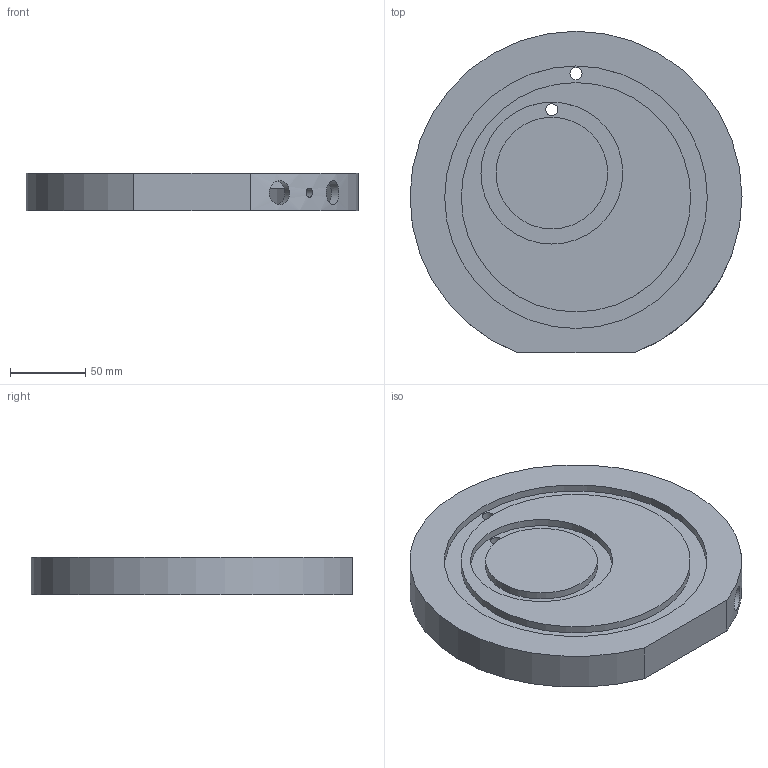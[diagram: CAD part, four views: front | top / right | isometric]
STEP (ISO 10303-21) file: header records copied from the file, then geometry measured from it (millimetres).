
FILE_DESCRIPTION(('Open CASCADE Model'),'2;1');
FILE_NAME('Open CASCADE Shape Model','2020-05-04T17:42:08',('Author'),( 'Open CASCADE'),'Open CASCADE STEP processor 7.3','Open CASCADE 7.3' ,'Unknown');
FILE_SCHEMA(('AUTOMOTIVE_DESIGN { 1 0 10303 214 1 1 1 1 }'));
Length unit declared in the file: millimetre
Products named in the file (1): Open CASCADE STEP translator 7.3 1
Bounding box: 220 x 213 x 25 mm (x, y, z)
Volume: 488605.9 mm3; surface area: 111286.6 mm2
Topology: 1 solids, 1 shells, 30 faces, 69 edges, 44 vertices
Faces by surface type: cylinder 16, plane 14
Full cylindrical faces by diameter (mm): 6 x1, 8 x2, 16 x2, 74 x1, 94 x1, 152 x1, 174 x1
Entity records: 4212 total; most frequent: CARTESIAN_POINT 2821, DIRECTION 249, ORIENTED_EDGE 138, PCURVE 138, DEFINITIONAL_REPRESENTATION 138, LINE 118, VECTOR 118, EDGE_CURVE 69
